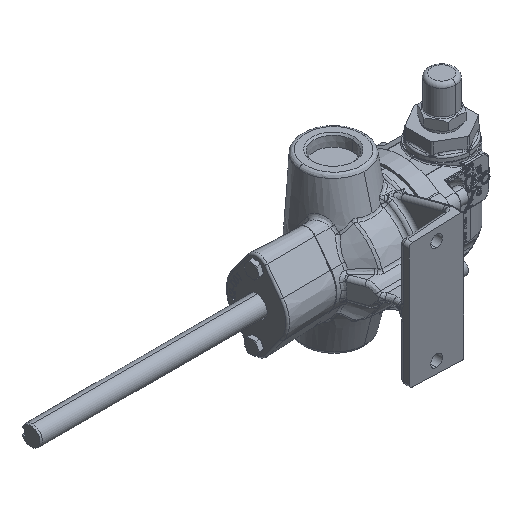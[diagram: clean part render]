
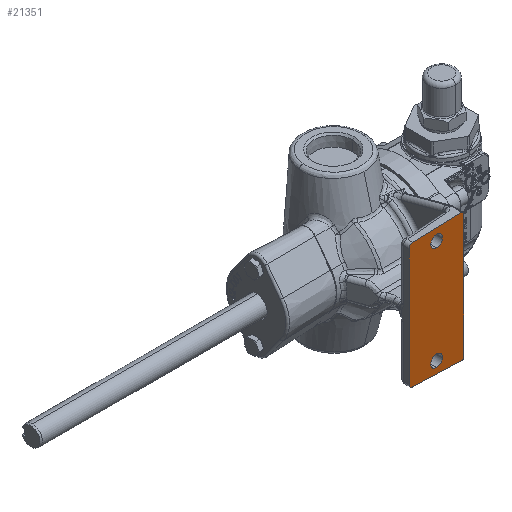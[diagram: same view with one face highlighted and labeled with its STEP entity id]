
A CAD part, isometric view. The second image highlights one B-rep face of the part: STEP entity #21351.
In plain terms, the highlighted planar face has unit normal (0, -1, 0).
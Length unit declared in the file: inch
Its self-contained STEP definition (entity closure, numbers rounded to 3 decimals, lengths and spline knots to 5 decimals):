
#517 = DIRECTION ( 'NONE',  ( 0., -1., 0. ) ) ;
#1971 = DIRECTION ( 'NONE',  ( 0., 0., -1. ) ) ;
#3399 = AXIS2_PLACEMENT_3D ( 'NONE', #38738, #517, #45143 ) ;
#4151 = CARTESIAN_POINT ( 'NONE',  ( 0., -2.75, 0. ) ) ;
#4322 = ORIENTED_EDGE ( 'NONE', *, *, #23319, .T. ) ;
#4331 = AXIS2_PLACEMENT_3D ( 'NONE', #43208, #5009, #49674 ) ;
#4431 = CARTESIAN_POINT ( 'NONE',  ( -1.12, -2.75, 1.66 ) ) ;
#4692 = EDGE_CURVE ( 'NONE', #27029, #36487, #60934, .T. ) ;
#5009 = DIRECTION ( 'NONE',  ( 0., -1., 0. ) ) ;
#5367 = DIRECTION ( 'NONE',  ( 0., 0., -1. ) ) ;
#6112 = ORIENTED_EDGE ( 'NONE', *, *, #4692, .T. ) ;
#6610 = EDGE_CURVE ( 'NONE', #8842, #59652, #27594, .T. ) ;
#6789 = CIRCLE ( 'NONE', #34076, 0.06 ) ;
#8016 = CIRCLE ( 'NONE', #15255, 0.1875 ) ;
#8698 = CARTESIAN_POINT ( 'NONE',  ( -0.31, -2.75, -2.05898 ) ) ;
#8842 = VERTEX_POINT ( 'NONE', #34319 ) ;
#8847 = VERTEX_POINT ( 'NONE', #27853 ) ;
#10424 = EDGE_CURVE ( 'NONE', #24085, #60042, #37998, .T. ) ;
#10511 = DIRECTION ( 'NONE',  ( 0., 0., -1. ) ) ;
#10782 = DIRECTION ( 'NONE',  ( 0., 0., -1. ) ) ;
#10818 = EDGE_LOOP ( 'NONE', ( #34433, #59647 ) ) ;
#11136 = ORIENTED_EDGE ( 'NONE', *, *, #16628, .T. ) ;
#12841 = VECTOR ( 'NONE', #5367, 39.37008 ) ;
#13249 = CIRCLE ( 'NONE', #23252, 0.1875 ) ;
#14122 = VECTOR ( 'NONE', #71898, 39.37008 ) ;
#14510 = DIRECTION ( 'NONE',  ( 0., -1., 0. ) ) ;
#15255 = AXIS2_PLACEMENT_3D ( 'NONE', #21193, #65857, #27556 ) ;
#16628 = EDGE_CURVE ( 'NONE', #74131, #50039, #47050, .T. ) ;
#16656 = PLANE ( 'NONE',  #72476 ) ;
#16715 = AXIS2_PLACEMENT_3D ( 'NONE', #56024, #17791, #62486 ) ;
#17791 = DIRECTION ( 'NONE',  ( 0., -1., 0. ) ) ;
#20185 = ORIENTED_EDGE ( 'NONE', *, *, #81326, .T. ) ;
#20480 = ORIENTED_EDGE ( 'NONE', *, *, #72873, .F. ) ;
#21193 = CARTESIAN_POINT ( 'NONE',  ( -1.12, -2.75, -1.66 ) ) ;
#21351 = ADVANCED_FACE ( 'NONE', ( #77092, #43085, #26134 ), #16656, .T. ) ;
#22204 = CARTESIAN_POINT ( 'NONE',  ( -1.12, -2.75, -1.8475 ) ) ;
#22634 = VERTEX_POINT ( 'NONE', #42011 ) ;
#23036 = EDGE_CURVE ( 'NONE', #36487, #30402, #80823, .T. ) ;
#23252 = AXIS2_PLACEMENT_3D ( 'NONE', #4431, #49083, #10782 ) ;
#23319 = EDGE_CURVE ( 'NONE', #75022, #8847, #6789, .T. ) ;
#24085 = VERTEX_POINT ( 'NONE', #8698 ) ;
#24091 = CARTESIAN_POINT ( 'NONE',  ( -0.31209, -2.75, -2.05894 ) ) ;
#26134 = FACE_OUTER_BOUND ( 'NONE', #55832, .T. ) ;
#26265 = DIRECTION ( 'NONE',  ( 0., -1., 0. ) ) ;
#26366 = CARTESIAN_POINT ( 'NONE',  ( -0.31, -2.75, 2.05898 ) ) ;
#27029 = VERTEX_POINT ( 'NONE', #69783 ) ;
#27556 = DIRECTION ( 'NONE',  ( 0., 0., -1. ) ) ;
#27594 = CIRCLE ( 'NONE', #47368, 0.1875 ) ;
#27853 = CARTESIAN_POINT ( 'NONE',  ( -0.31209, -2.75, 2.05894 ) ) ;
#28584 = VERTEX_POINT ( 'NONE', #81449 ) ;
#29022 = CARTESIAN_POINT ( 'NONE',  ( -0.25, -2.75, -1.99898 ) ) ;
#30402 = VERTEX_POINT ( 'NONE', #67500 ) ;
#30757 = CARTESIAN_POINT ( 'NONE',  ( -2., -2.75, 0. ) ) ;
#32118 = DIRECTION ( 'NONE',  ( 0., -1., 0. ) ) ;
#33279 = EDGE_CURVE ( 'NONE', #50039, #24085, #35498, .T. ) ;
#34076 = AXIS2_PLACEMENT_3D ( 'NONE', #52785, #14510, #59175 ) ;
#34199 = ORIENTED_EDGE ( 'NONE', *, *, #76139, .T. ) ;
#34319 = CARTESIAN_POINT ( 'NONE',  ( -1.12, -2.75, 1.4725 ) ) ;
#34432 = CARTESIAN_POINT ( 'NONE',  ( -0.07219, -2.75, 2.06732 ) ) ;
#34433 = ORIENTED_EDGE ( 'NONE', *, *, #6610, .F. ) ;
#35498 = CIRCLE ( 'NONE', #37855, 0.06 ) ;
#36487 = VERTEX_POINT ( 'NONE', #52491 ) ;
#36724 = LINE ( 'NONE', #34432, #68681 ) ;
#37000 = DIRECTION ( 'NONE',  ( 0., 0., -1. ) ) ;
#37855 = AXIS2_PLACEMENT_3D ( 'NONE', #70364, #32118, #76769 ) ;
#37998 = CIRCLE ( 'NONE', #47403, 0.06 ) ;
#38738 = CARTESIAN_POINT ( 'NONE',  ( -0.31, -2.75, 1.99898 ) ) ;
#42011 = CARTESIAN_POINT ( 'NONE',  ( -1.12, -2.75, -1.4725 ) ) ;
#43085 = FACE_BOUND ( 'NONE', #73622, .T. ) ;
#43208 = CARTESIAN_POINT ( 'NONE',  ( -1.88, -2.75, -1.88412 ) ) ;
#44982 = VECTOR ( 'NONE', #51906, 39.37008 ) ;
#45141 = ORIENTED_EDGE ( 'NONE', *, *, #23036, .T. ) ;
#45143 = DIRECTION ( 'NONE',  ( 0., 0., -1. ) ) ;
#45464 = CARTESIAN_POINT ( 'NONE',  ( -0.07219, -2.75, -2.06732 ) ) ;
#47019 = ORIENTED_EDGE ( 'NONE', *, *, #73931, .T. ) ;
#47050 = LINE ( 'NONE', #45464, #44982 ) ;
#47324 = DIRECTION ( 'NONE',  ( -0.999, 0., -0.035 ) ) ;
#47368 = AXIS2_PLACEMENT_3D ( 'NONE', #79236, #79068, #62115 ) ;
#47403 = AXIS2_PLACEMENT_3D ( 'NONE', #58253, #70388, #1971 ) ;
#47428 = ORIENTED_EDGE ( 'NONE', *, *, #67301, .F. ) ;
#48813 = DIRECTION ( 'NONE',  ( 0., -1., 0. ) ) ;
#49083 = DIRECTION ( 'NONE',  ( 0., -1., 0. ) ) ;
#49674 = DIRECTION ( 'NONE',  ( 0., 0., -1. ) ) ;
#49926 = ORIENTED_EDGE ( 'NONE', *, *, #10424, .T. ) ;
#50039 = VERTEX_POINT ( 'NONE', #24091 ) ;
#50277 = CIRCLE ( 'NONE', #4331, 0.12 ) ;
#51906 = DIRECTION ( 'NONE',  ( 0.999, 0., -0.035 ) ) ;
#52439 = CARTESIAN_POINT ( 'NONE',  ( -1.12, -2.75, 1.8475 ) ) ;
#52491 = CARTESIAN_POINT ( 'NONE',  ( -2., -2.75, 1.88412 ) ) ;
#52785 = CARTESIAN_POINT ( 'NONE',  ( -0.31, -2.75, 1.99898 ) ) ;
#55581 = CARTESIAN_POINT ( 'NONE',  ( -1.88419, -2.75, -2.00404 ) ) ;
#55832 = EDGE_LOOP ( 'NONE', ( #34199, #11136, #77471, #49926, #47428, #20185, #4322, #47019, #6112, #45141 ) ) ;
#56024 = CARTESIAN_POINT ( 'NONE',  ( -1.12, -2.75, -1.66 ) ) ;
#58253 = CARTESIAN_POINT ( 'NONE',  ( -0.31, -2.75, -1.99898 ) ) ;
#59175 = DIRECTION ( 'NONE',  ( 0., 0., -1. ) ) ;
#59647 = ORIENTED_EDGE ( 'NONE', *, *, #66220, .F. ) ;
#59652 = VERTEX_POINT ( 'NONE', #52439 ) ;
#60042 = VERTEX_POINT ( 'NONE', #29022 ) ;
#60934 = CIRCLE ( 'NONE', #72899, 0.12 ) ;
#62115 = DIRECTION ( 'NONE',  ( 0., 0., -1. ) ) ;
#62486 = DIRECTION ( 'NONE',  ( 0., 0., -1. ) ) ;
#64559 = ORIENTED_EDGE ( 'NONE', *, *, #70483, .F. ) ;
#65857 = DIRECTION ( 'NONE',  ( 0., -1., 0. ) ) ;
#66220 = EDGE_CURVE ( 'NONE', #59652, #8842, #13249, .T. ) ;
#66559 = CARTESIAN_POINT ( 'NONE',  ( -0.25, -2.75, 0. ) ) ;
#67301 = EDGE_CURVE ( 'NONE', #28584, #60042, #80126, .T. ) ;
#67500 = CARTESIAN_POINT ( 'NONE',  ( -2., -2.75, -1.88412 ) ) ;
#68249 = VERTEX_POINT ( 'NONE', #22204 ) ;
#68681 = VECTOR ( 'NONE', #47324, 39.37008 ) ;
#69783 = CARTESIAN_POINT ( 'NONE',  ( -1.88419, -2.75, 2.00404 ) ) ;
#70364 = CARTESIAN_POINT ( 'NONE',  ( -0.31, -2.75, -1.99898 ) ) ;
#70388 = DIRECTION ( 'NONE',  ( 0., -1., 0. ) ) ;
#70483 = EDGE_CURVE ( 'NONE', #68249, #22634, #73494, .T. ) ;
#71898 = DIRECTION ( 'NONE',  ( 0., 0., -1. ) ) ;
#72476 = AXIS2_PLACEMENT_3D ( 'NONE', #4151, #48813, #10511 ) ;
#72873 = EDGE_CURVE ( 'NONE', #22634, #68249, #8016, .T. ) ;
#72899 = AXIS2_PLACEMENT_3D ( 'NONE', #79432, #26265, #37000 ) ;
#73494 = CIRCLE ( 'NONE', #16715, 0.1875 ) ;
#73622 = EDGE_LOOP ( 'NONE', ( #64559, #20480 ) ) ;
#73931 = EDGE_CURVE ( 'NONE', #8847, #27029, #36724, .T. ) ;
#74131 = VERTEX_POINT ( 'NONE', #55581 ) ;
#75022 = VERTEX_POINT ( 'NONE', #26366 ) ;
#76139 = EDGE_CURVE ( 'NONE', #30402, #74131, #50277, .T. ) ;
#76769 = DIRECTION ( 'NONE',  ( 0., 0., -1. ) ) ;
#77092 = FACE_BOUND ( 'NONE', #10818, .T. ) ;
#77471 = ORIENTED_EDGE ( 'NONE', *, *, #33279, .T. ) ;
#79068 = DIRECTION ( 'NONE',  ( 0., -1., 0. ) ) ;
#79236 = CARTESIAN_POINT ( 'NONE',  ( -1.12, -2.75, 1.66 ) ) ;
#79432 = CARTESIAN_POINT ( 'NONE',  ( -1.88, -2.75, 1.88412 ) ) ;
#80126 = LINE ( 'NONE', #66559, #14122 ) ;
#80439 = CIRCLE ( 'NONE', #3399, 0.06 ) ;
#80823 = LINE ( 'NONE', #30757, #12841 ) ;
#81326 = EDGE_CURVE ( 'NONE', #28584, #75022, #80439, .T. ) ;
#81449 = CARTESIAN_POINT ( 'NONE',  ( -0.25, -2.75, 1.99898 ) ) ;
